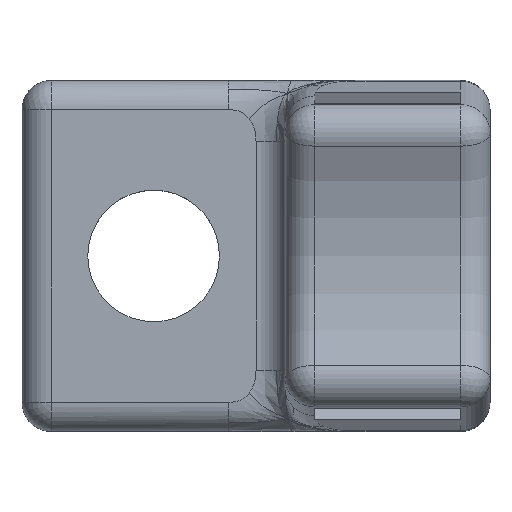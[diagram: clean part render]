
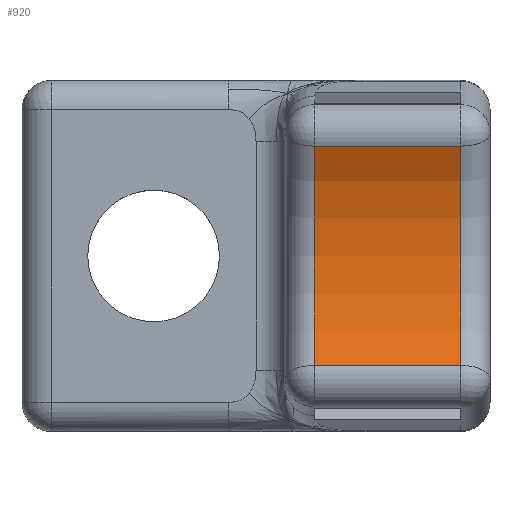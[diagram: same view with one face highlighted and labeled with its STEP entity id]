
A CAD part, top view. The second image highlights one B-rep face of the part: STEP entity #920.
In plain terms, the highlighted cylindrical face has radius 8.335 mm (diameter 16.669 mm), a partial arc.
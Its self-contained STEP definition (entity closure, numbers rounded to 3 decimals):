
#54=LINE('',#3434,#101);
#59=LINE('',#3446,#106);
#101=VECTOR('',#1203,10.);
#106=VECTOR('',#1218,10.);
#143=CYLINDRICAL_SURFACE('',#1032,8.335);
#205=FACE_OUTER_BOUND('',#265,.T.);
#265=EDGE_LOOP('',(#811,#812,#813,#814));
#322=CIRCLE('',#1008,8.335);
#324=CIRCLE('',#1012,8.335);
#416=VERTEX_POINT('',#3299);
#418=VERTEX_POINT('',#3381);
#422=VERTEX_POINT('',#3389);
#431=VERTEX_POINT('',#3417);
#543=EDGE_CURVE('',#418,#431,#322,.T.);
#545=EDGE_CURVE('',#431,#422,#54,.T.);
#547=EDGE_CURVE('',#422,#416,#324,.T.);
#552=EDGE_CURVE('',#416,#418,#59,.T.);
#811=ORIENTED_EDGE('',*,*,#543,.F.);
#812=ORIENTED_EDGE('',*,*,#552,.F.);
#813=ORIENTED_EDGE('',*,*,#547,.F.);
#814=ORIENTED_EDGE('',*,*,#545,.F.);
#920=ADVANCED_FACE('',(#205),#143,.F.);
#1008=AXIS2_PLACEMENT_3D('',#3431,#1198,#1199);
#1012=AXIS2_PLACEMENT_3D('',#3437,#1208,#1209);
#1032=AXIS2_PLACEMENT_3D('',#3484,#1269,#1270);
#1198=DIRECTION('center_axis',(-1.,0.,0.));
#1199=DIRECTION('ref_axis',(0.,0.,-1.));
#1203=DIRECTION('',(-1.,0.,0.));
#1208=DIRECTION('center_axis',(1.,0.,0.));
#1209=DIRECTION('ref_axis',(0.,0.,-1.));
#1218=DIRECTION('',(1.,0.,0.));
#1269=DIRECTION('center_axis',(-1.,0.,0.));
#1270=DIRECTION('ref_axis',(0.,-0.579,-0.816));
#3299=CARTESIAN_POINT('',(10.,9.749,5.752));
#3381=CARTESIAN_POINT('',(15.,9.749,5.752));
#3389=CARTESIAN_POINT('',(10.,2.251,5.752));
#3417=CARTESIAN_POINT('',(15.,2.251,5.752));
#3431=CARTESIAN_POINT('Origin',(15.,6.,13.196));
#3434=CARTESIAN_POINT('',(16.,2.251,5.752));
#3437=CARTESIAN_POINT('Origin',(10.,6.,13.196));
#3446=CARTESIAN_POINT('',(16.,9.749,5.752));
#3484=CARTESIAN_POINT('Origin',(16.,6.,13.196));
